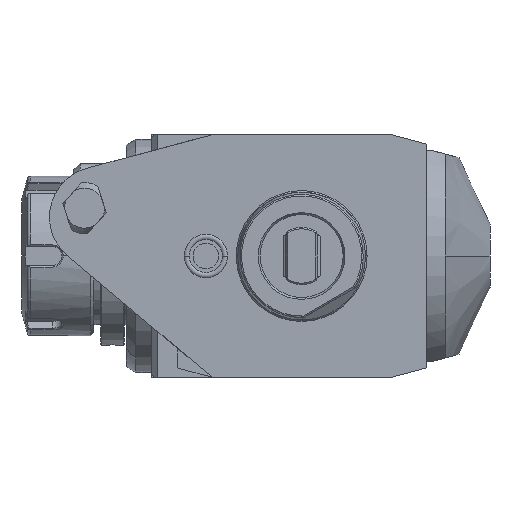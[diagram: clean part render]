
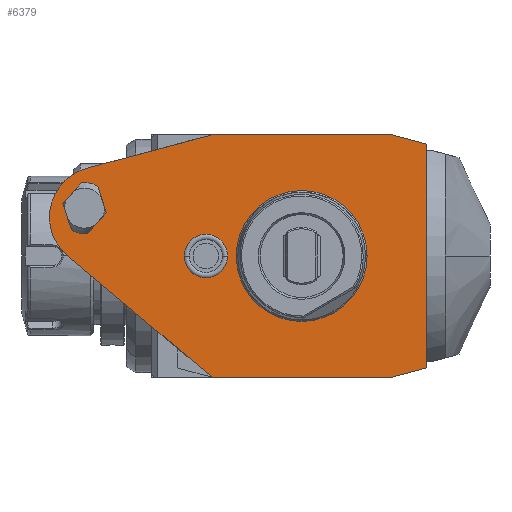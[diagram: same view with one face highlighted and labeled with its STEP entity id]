
A CAD part, front view. The second image highlights one B-rep face of the part: STEP entity #6379.
In plain terms, the highlighted planar face has unit normal (0, -1, 0).
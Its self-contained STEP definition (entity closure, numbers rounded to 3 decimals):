
#1=DIRECTION('',(-0.966,0.,-0.259));
#2=VECTOR('',#1,40.645);
#3=CARTESIAN_POINT('',(-28.,0.,38.));
#4=LINE('',#3,#2);
#5=DIRECTION('',(-1.,0.,0.));
#6=VECTOR('',#5,56.);
#7=CARTESIAN_POINT('',(28.,0.,38.));
#8=LINE('',#7,#6);
#9=DIRECTION('',(-0.966,0.,0.259));
#10=VECTOR('',#9,11.388);
#11=CARTESIAN_POINT('',(39.,0.,35.053));
#12=LINE('',#11,#10);
#13=DIRECTION('',(0.,0.,1.));
#14=VECTOR('',#13,70.105);
#15=CARTESIAN_POINT('',(39.,0.,-35.053));
#16=LINE('',#15,#14);
#17=DIRECTION('',(0.966,0.,0.259));
#18=VECTOR('',#17,11.388);
#19=CARTESIAN_POINT('',(28.,0.,-38.));
#20=LINE('',#19,#18);
#21=DIRECTION('',(1.,0.,0.));
#22=VECTOR('',#21,56.);
#23=CARTESIAN_POINT('',(-28.,0.,-38.));
#24=LINE('',#23,#22);
#25=DIRECTION('',(0.766,0.,-0.643));
#26=VECTOR('',#25,59.19);
#27=CARTESIAN_POINT('',(-73.342,0.,0.046));
#28=LINE('',#27,#26);
#29=CARTESIAN_POINT('',(-63.16,0.,
12.18));
#30=DIRECTION('',(0.,-1.,0.));
#31=DIRECTION('',(-0.259,0.,0.966));
#32=AXIS2_PLACEMENT_3D('',#29,#30,#31);
#34=CARTESIAN_POINT('',(-30.,0.,0.));
#35=DIRECTION('',(0.,1.,0.));
#36=DIRECTION('',(-1.,0.,0.));
#37=AXIS2_PLACEMENT_3D('',#34,#35,#36);
#39=CARTESIAN_POINT('',(-30.,0.,0.));
#40=DIRECTION('',(0.,1.,0.));
#41=DIRECTION('',(1.,0.,0.));
#42=AXIS2_PLACEMENT_3D('',#39,#40,#41);
#4008=CARTESIAN_POINT('',(-68.,0.,15.));
#4009=DIRECTION('',(0.,-1.,0.));
#4010=DIRECTION('',(-0.515,0.,-0.857));
#4011=AXIS2_PLACEMENT_3D('',#4008,#4009,#4010);
#4021=DIRECTION('',(-0.302,0.,0.953));
#4022=VECTOR('',#4021,8.756);
#4023=CARTESIAN_POINT('',(-72.124,0.,8.145));
#4024=LINE('',#4023,#4022);
#4025=DIRECTION('',(0.675,0.,0.738));
#4026=VECTOR('',#4025,8.756);
#4027=CARTESIAN_POINT('',(-74.766,0.,16.492));
#4028=LINE('',#4027,#4026);
#4033=CARTESIAN_POINT('',(-68.,0.,15.));
#4034=DIRECTION('',(0.,-1.,0.));
#4035=DIRECTION('',(0.515,0.,0.857));
#4036=AXIS2_PLACEMENT_3D('',#4033,#4034,#4035);
#4046=DIRECTION('',(0.302,0.,-0.953));
#4047=VECTOR('',#4046,8.756);
#4048=CARTESIAN_POINT('',(-63.876,0.,21.855));
#4049=LINE('',#4048,#4047);
#4050=DIRECTION('',(-0.675,0.,-0.738));
#4051=VECTOR('',#4050,8.756);
#4052=CARTESIAN_POINT('',(-61.234,0.,13.508));
#4053=LINE('',#4052,#4051);
#4192=CARTESIAN_POINT('',(0.,0.,0.));
#4193=DIRECTION('',(0.,1.,0.));
#4194=DIRECTION('',(1.,0.,0.));
#4195=AXIS2_PLACEMENT_3D('',#4192,#4193,#4194);
#4197=CARTESIAN_POINT('',(0.,0.,0.));
#4198=DIRECTION('',(0.,1.,0.));
#4199=DIRECTION('',(-1.,0.,0.));
#4200=AXIS2_PLACEMENT_3D('',#4197,#4198,#4199);
#5765=CARTESIAN_POINT('',(-36.8,0.,0.));
#5766=CARTESIAN_POINT('',(-23.2,0.,0.));
#5767=VERTEX_POINT('',#5765);
#5768=VERTEX_POINT('',#5766);
#6143=CARTESIAN_POINT('',(-28.,0.,-38.));
#6144=CARTESIAN_POINT('',(28.,0.,-38.));
#6145=VERTEX_POINT('',#6143);
#6146=VERTEX_POINT('',#6144);
#6147=CARTESIAN_POINT('',(39.,0.,-35.053));
#6148=VERTEX_POINT('',#6147);
#6149=CARTESIAN_POINT('',(39.,0.,35.053));
#6150=VERTEX_POINT('',#6149);
#6151=CARTESIAN_POINT('',(28.,0.,38.));
#6152=VERTEX_POINT('',#6151);
#6153=CARTESIAN_POINT('',(-28.,0.,38.));
#6154=VERTEX_POINT('',#6153);
#6155=CARTESIAN_POINT('',(-67.26,0.,27.48));
#6156=VERTEX_POINT('',#6155);
#6157=CARTESIAN_POINT('',(-73.342,0.,
0.046));
#6158=VERTEX_POINT('',#6157);
#6191=CARTESIAN_POINT('',(19.853,0.,0.));
#6192=CARTESIAN_POINT('',(-19.853,0.,0.));
#6193=VERTEX_POINT('',#6191);
#6194=VERTEX_POINT('',#6192);
#6203=CARTESIAN_POINT('',(-72.124,0.,8.145));
#6204=CARTESIAN_POINT('',(-67.143,0.,7.046));
#6205=VERTEX_POINT('',#6203);
#6206=VERTEX_POINT('',#6204);
#6207=CARTESIAN_POINT('',(-63.876,0.,21.855));
#6208=CARTESIAN_POINT('',(-68.857,0.,22.954));
#6209=VERTEX_POINT('',#6207);
#6210=VERTEX_POINT('',#6208);
#6211=CARTESIAN_POINT('',(-61.234,0.,13.508));
#6212=VERTEX_POINT('',#6211);
#6213=CARTESIAN_POINT('',(-74.766,0.,16.492));
#6214=VERTEX_POINT('',#6213);
#6330=CARTESIAN_POINT('',(0.,0.,0.));
#6331=DIRECTION('',(0.,-1.,0.));
#6332=DIRECTION('',(-1.,0.,0.));
#6333=AXIS2_PLACEMENT_3D('',#6330,#6331,#6332);
#6334=PLANE('',#6333);
#6336=ORIENTED_EDGE('',*,*,#6335,.F.);
#6338=ORIENTED_EDGE('',*,*,#6337,.F.);
#6340=ORIENTED_EDGE('',*,*,#6339,.F.);
#6342=ORIENTED_EDGE('',*,*,#6341,.F.);
#6344=ORIENTED_EDGE('',*,*,#6343,.F.);
#6346=ORIENTED_EDGE('',*,*,#6345,.F.);
#6348=ORIENTED_EDGE('',*,*,#6347,.F.);
#6350=ORIENTED_EDGE('',*,*,#6349,.F.);
#6351=EDGE_LOOP('',(#6336,#6338,#6340,#6342,#6344,#6346,#6348,#6350));
#6352=FACE_OUTER_BOUND('',#6351,.F.);
#6354=ORIENTED_EDGE('',*,*,#6353,.T.);
#6356=ORIENTED_EDGE('',*,*,#6355,.F.);
#6358=ORIENTED_EDGE('',*,*,#6357,.F.);
#6360=ORIENTED_EDGE('',*,*,#6359,.T.);
#6362=ORIENTED_EDGE('',*,*,#6361,.F.);
#6364=ORIENTED_EDGE('',*,*,#6363,.F.);
#6365=EDGE_LOOP('',(#6354,#6356,#6358,#6360,#6362,#6364));
#6366=FACE_BOUND('',#6365,.F.);
#6368=ORIENTED_EDGE('',*,*,#6367,.F.);
#6370=ORIENTED_EDGE('',*,*,#6369,.F.);
#6371=EDGE_LOOP('',(#6368,#6370));
#6372=FACE_BOUND('',#6371,.F.);
#6374=ORIENTED_EDGE('',*,*,#6373,.F.);
#6376=ORIENTED_EDGE('',*,*,#6375,.F.);
#6377=EDGE_LOOP('',(#6374,#6376));
#6378=FACE_BOUND('',#6377,.F.);
#33=CIRCLE('',#32,15.84);
#38=CIRCLE('',#37,6.8);
#43=CIRCLE('',#42,6.8);
#4012=CIRCLE('',#4011,8.);
#4037=CIRCLE('',#4036,8.);
#4196=CIRCLE('',#4195,19.853);
#4201=CIRCLE('',#4200,19.853);
#6335=EDGE_CURVE('',#6154,#6156,#4,.T.);
#6337=EDGE_CURVE('',#6152,#6154,#8,.T.);
#6339=EDGE_CURVE('',#6150,#6152,#12,.T.);
#6341=EDGE_CURVE('',#6148,#6150,#16,.T.);
#6343=EDGE_CURVE('',#6146,#6148,#20,.T.);
#6345=EDGE_CURVE('',#6145,#6146,#24,.T.);
#6347=EDGE_CURVE('',#6158,#6145,#28,.T.);
#6349=EDGE_CURVE('',#6156,#6158,#33,.T.);
#6353=EDGE_CURVE('',#6205,#6206,#4012,.T.);
#6355=EDGE_CURVE('',#6212,#6206,#4053,.T.);
#6357=EDGE_CURVE('',#6209,#6212,#4049,.T.);
#6359=EDGE_CURVE('',#6209,#6210,#4037,.T.);
#6361=EDGE_CURVE('',#6214,#6210,#4028,.T.);
#6363=EDGE_CURVE('',#6205,#6214,#4024,.T.);
#6367=EDGE_CURVE('',#6193,#6194,#4196,.T.);
#6369=EDGE_CURVE('',#6194,#6193,#4201,.T.);
#6373=EDGE_CURVE('',#5767,#5768,#38,.T.);
#6375=EDGE_CURVE('',#5768,#5767,#43,.T.);
#6379=ADVANCED_FACE('',(#6352,#6366,#6372,#6378),#6334,.T.);
